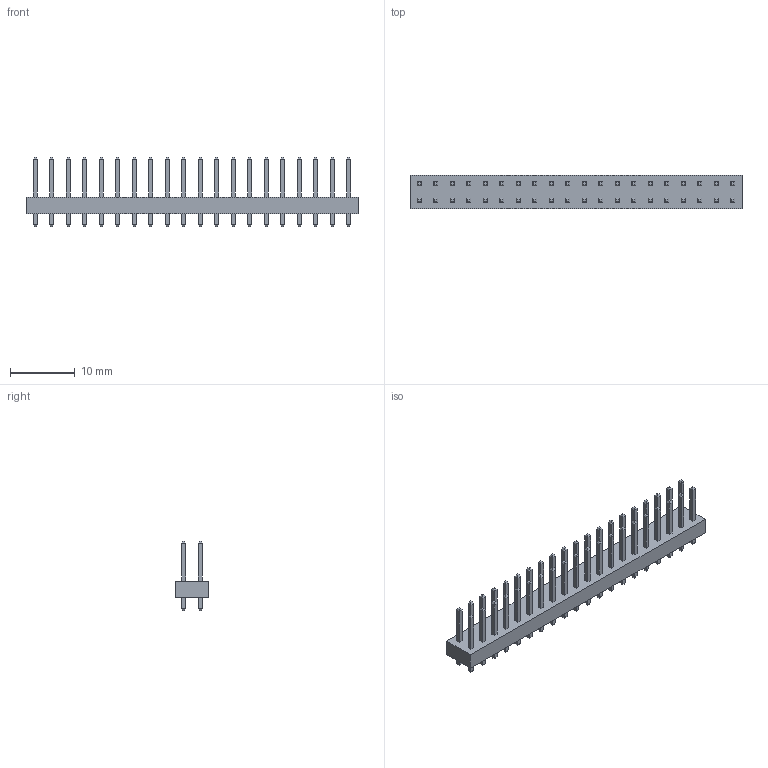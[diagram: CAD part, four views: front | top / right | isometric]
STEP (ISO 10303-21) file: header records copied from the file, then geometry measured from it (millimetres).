
FILE_DESCRIPTION (( 'STEP AP214' ), '1' );
FILE_NAME ( 'HDRV40W64P254_20X2_5110X515H865.STEP', '2022-06-18T21:59:53', ( '' ), ( '' ), '', '©2017 PCB Libraries, Inc.', '' );
FILE_SCHEMA (( 'AUTOMOTIVE_DESIGN' ));
Length unit declared in the file: millimetre
Products named in the file (1): HDRV40W64P254_20X2_5110X515H865
Bounding box: 51.1 x 5.15 x 10.65 mm (x, y, z)
Volume: 797 mm3; surface area: 1672.5 mm2
Topology: 81 solids, 81 shells, 806 faces, 1612 edges, 968 vertices
Faces by surface type: plane 806
Entity records: 22547 total; most frequent: CARTESIAN_POINT 3387, DIRECTION 3226, ORIENTED_EDGE 3224, VECTOR 1612, LINE 1612, EDGE_CURVE 1612, VERTEX_POINT 968, STYLED_ITEM 888
